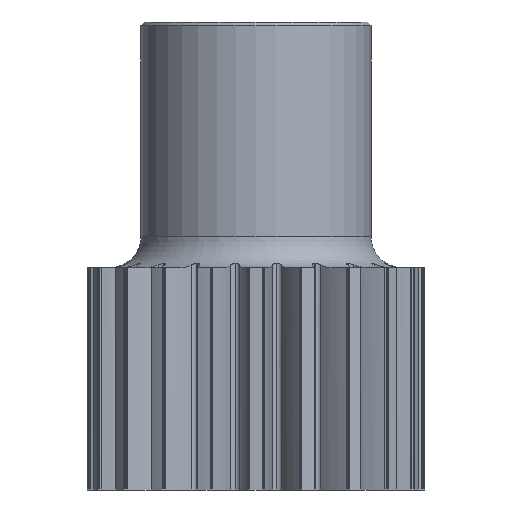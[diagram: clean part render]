
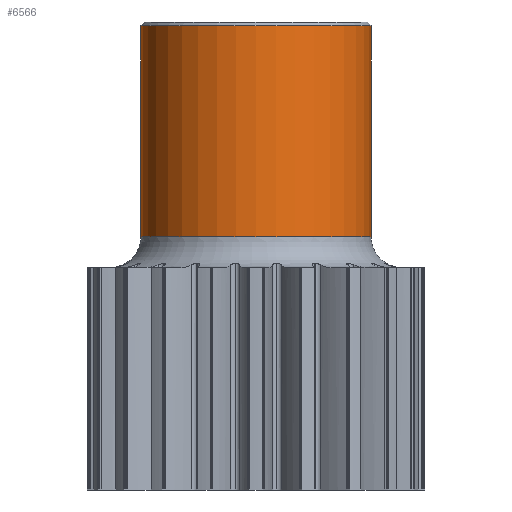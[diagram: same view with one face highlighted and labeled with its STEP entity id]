
A CAD part, front view. The second image highlights one B-rep face of the part: STEP entity #6566.
In plain terms, the highlighted cylindrical face has radius 15 mm (diameter 30 mm), a partial arc.
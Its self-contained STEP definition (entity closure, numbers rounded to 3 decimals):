
#286 = ORIENTED_EDGE ( 'NONE', *, *, #2050, .T. ) ;
#544 = CARTESIAN_POINT ( 'NONE',  ( 15., 0., 33. ) ) ;
#933 = ORIENTED_EDGE ( 'NONE', *, *, #12506, .F. ) ;
#1516 = DIRECTION ( 'NONE',  ( 0., 0., -1. ) ) ;
#1560 = DIRECTION ( 'NONE',  ( 0., 0., 1. ) ) ;
#1606 = CARTESIAN_POINT ( 'NONE',  ( -15., 0., 60.5 ) ) ;
#1661 = AXIS2_PLACEMENT_3D ( 'NONE', #11055, #3959, #8052 ) ;
#2050 = EDGE_CURVE ( 'NONE', #2618, #5192, #6630, .T. ) ;
#2208 = VERTEX_POINT ( 'NONE', #12503 ) ;
#2618 = VERTEX_POINT ( 'NONE', #1606 ) ;
#2795 = CARTESIAN_POINT ( 'NONE',  ( 0., 0., 61. ) ) ;
#3160 = ORIENTED_EDGE ( 'NONE', *, *, #6903, .T. ) ;
#3811 = DIRECTION ( 'NONE',  ( -1., 0., 0. ) ) ;
#3959 = DIRECTION ( 'NONE',  ( 0., 0., -1. ) ) ;
#5054 = AXIS2_PLACEMENT_3D ( 'NONE', #2795, #7697, #3811 ) ;
#5192 = VERTEX_POINT ( 'NONE', #12360 ) ;
#5506 = ORIENTED_EDGE ( 'NONE', *, *, #9985, .T. ) ;
#5941 = LINE ( 'NONE', #8692, #6846 ) ;
#6124 = EDGE_LOOP ( 'NONE', ( #933, #5506, #286, #3160 ) ) ;
#6566 = ADVANCED_FACE ( 'NONE', ( #6822 ), #11919, .T. ) ;
#6630 = LINE ( 'NONE', #10714, #8424 ) ;
#6822 = FACE_OUTER_BOUND ( 'NONE', #6124, .T. ) ;
#6846 = VECTOR ( 'NONE', #7889, 1000. ) ;
#6903 = EDGE_CURVE ( 'NONE', #5192, #8560, #11678, .T. ) ;
#7697 = DIRECTION ( 'NONE',  ( 0., 0., -1. ) ) ;
#7889 = DIRECTION ( 'NONE',  ( 0., 0., -1. ) ) ;
#8052 = DIRECTION ( 'NONE',  ( -1., 0., 0. ) ) ;
#8105 = CIRCLE ( 'NONE', #1661, 15. ) ;
#8424 = VECTOR ( 'NONE', #1516, 1000. ) ;
#8560 = VERTEX_POINT ( 'NONE', #544 ) ;
#8692 = CARTESIAN_POINT ( 'NONE',  ( 15., 0., 61. ) ) ;
#8815 = DIRECTION ( 'NONE',  ( 1., 0., 0. ) ) ;
#9985 = EDGE_CURVE ( 'NONE', #2208, #2618, #8105, .T. ) ;
#10714 = CARTESIAN_POINT ( 'NONE',  ( -15., 0., 61. ) ) ;
#11055 = CARTESIAN_POINT ( 'NONE',  ( 0., 0., 60.5 ) ) ;
#11678 = CIRCLE ( 'NONE', #12304, 15. ) ;
#11758 = CARTESIAN_POINT ( 'NONE',  ( 0., 0., 33. ) ) ;
#11919 = CYLINDRICAL_SURFACE ( 'NONE', #5054, 15. ) ;
#12304 = AXIS2_PLACEMENT_3D ( 'NONE', #11758, #1560, #8815 ) ;
#12360 = CARTESIAN_POINT ( 'NONE',  ( -15., 0., 33. ) ) ;
#12503 = CARTESIAN_POINT ( 'NONE',  ( 15., 0., 60.5 ) ) ;
#12506 = EDGE_CURVE ( 'NONE', #2208, #8560, #5941, .T. ) ;
